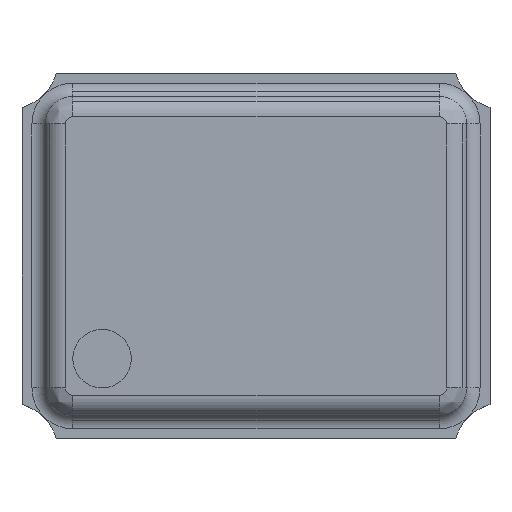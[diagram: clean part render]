
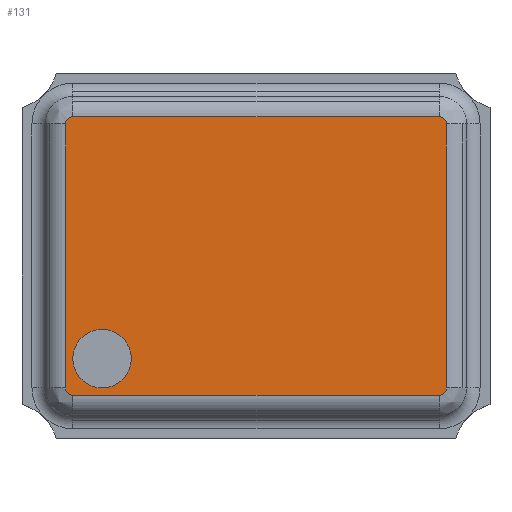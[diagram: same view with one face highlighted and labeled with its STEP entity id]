
A CAD part, top view. The second image highlights one B-rep face of the part: STEP entity #131.
In plain terms, the highlighted face is planar.
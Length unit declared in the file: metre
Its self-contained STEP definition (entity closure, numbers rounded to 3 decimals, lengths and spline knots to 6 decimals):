
#131=ADVANCED_FACE('1:11202',(#298,#299),#300,.T.);
#298=FACE_BOUND('',#516,.T.);
#299=FACE_OUTER_BOUND('',#517,.T.);
#300=PLANE('',#518);
#516=EDGE_LOOP('',(#838,#839));
#517=EDGE_LOOP('',(#840,#841,#842,#843,#844,#845,#846,#847));
#518=AXIS2_PLACEMENT_3D('',#848,#849,#850);
#838=ORIENTED_EDGE('',*,*,#1379,.T.);
#839=ORIENTED_EDGE('',*,*,#1380,.T.);
#840=ORIENTED_EDGE('',*,*,#1381,.F.);
#841=ORIENTED_EDGE('',*,*,#1382,.F.);
#842=ORIENTED_EDGE('',*,*,#1383,.F.);
#843=ORIENTED_EDGE('',*,*,#1384,.F.);
#844=ORIENTED_EDGE('',*,*,#1385,.F.);
#845=ORIENTED_EDGE('',*,*,#1386,.F.);
#846=ORIENTED_EDGE('',*,*,#1387,.F.);
#847=ORIENTED_EDGE('',*,*,#1388,.F.);
#848=CARTESIAN_POINT('',(0.0016,0.0006,0.00125));
#849=DIRECTION('',(-0.0,1.0,0.0));
#850=DIRECTION('',(1.0,0.0,0.0));
#1379=EDGE_CURVE('2:9664',#1802,#1803,#1804,.T.);
#1380=EDGE_CURVE('2:9664',#1803,#1802,#1805,.T.);
#1381=EDGE_CURVE('1:11460',#1806,#1807,#1808,.T.);
#1382=EDGE_CURVE('1:11469',#1809,#1806,#1810,.T.);
#1383=EDGE_CURVE('1:11472',#1811,#1809,#1812,.T.);
#1384=EDGE_CURVE('1:11421',#1813,#1811,#1814,.T.);
#1385=EDGE_CURVE('1:11430',#1815,#1813,#1816,.T.);
#1386=EDGE_CURVE('1:11436',#1817,#1815,#1818,.T.);
#1387=EDGE_CURVE('1:11442',#1819,#1817,#1820,.T.);
#1388=EDGE_CURVE('1:11475',#1807,#1819,#1821,.T.);
#1802=VERTEX_POINT('',#2206);
#1803=VERTEX_POINT('',#2207);
#1804=CIRCLE('',#2208,0.0002);
#1805=CIRCLE('',#2209,0.0002);
#1806=VERTEX_POINT('',#2210);
#1807=VERTEX_POINT('',#2211);
#1808=LINE('',#2212,#2213);
#1809=VERTEX_POINT('',#2214);
#1810=CIRCLE('',#2215,0.00005);
#1811=VERTEX_POINT('',#2216);
#1812=LINE('',#2217,#2218);
#1813=VERTEX_POINT('',#2219);
#1814=CIRCLE('',#2220,0.00005);
#1815=VERTEX_POINT('',#2221);
#1816=LINE('',#2222,#2223);
#1817=VERTEX_POINT('',#2224);
#1818=CIRCLE('',#2225,0.00005);
#1819=VERTEX_POINT('',#2226);
#1820=LINE('',#2227,#2228);
#1821=CIRCLE('',#2229,0.00005);
#2206=CARTESIAN_POINT('',(0.000347,0.0006,0.001953));
#2207=CARTESIAN_POINT('',(0.000747,0.0006,0.001953));
#2208=AXIS2_PLACEMENT_3D('',#2691,#2692,#2693);
#2209=AXIS2_PLACEMENT_3D('',#2694,#2695,#2696);
#2210=CARTESIAN_POINT('',(0.002853,0.0006,0.002203));
#2211=CARTESIAN_POINT('',(0.000347,0.0006,0.002203));
#2212=CARTESIAN_POINT('',(0.000974,0.0006,0.002203));
#2213=VECTOR('',#2697,0.01);
#2214=CARTESIAN_POINT('',(0.002903,0.0006,0.002153));
#2215=AXIS2_PLACEMENT_3D('',#2698,#2699,#2700);
#2216=CARTESIAN_POINT('',(0.002903,0.0006,0.000347));
#2217=CARTESIAN_POINT('',(0.002903,0.0006,0.001701));
#2218=VECTOR('',#2701,0.01);
#2219=CARTESIAN_POINT('',(0.002853,0.0006,0.000297));
#2220=AXIS2_PLACEMENT_3D('',#2702,#2703,#2704);
#2221=CARTESIAN_POINT('',(0.000347,0.0006,0.000297));
#2222=CARTESIAN_POINT('',(0.002226,0.0006,0.000297));
#2223=VECTOR('',#2705,0.01);
#2224=CARTESIAN_POINT('',(0.000297,0.0006,0.000347));
#2225=AXIS2_PLACEMENT_3D('',#2706,#2707,#2708);
#2226=CARTESIAN_POINT('',(0.000297,0.0006,0.002153));
#2227=CARTESIAN_POINT('',(0.000297,0.0006,0.000799));
#2228=VECTOR('',#2709,0.01);
#2229=AXIS2_PLACEMENT_3D('',#2710,#2711,#2712);
#2691=CARTESIAN_POINT('',(0.000547,0.0006,0.001953));
#2692=DIRECTION('',(0.0,-1.0,-0.0));
#2693=DIRECTION('',(1.0,0.0,0.0));
#2694=CARTESIAN_POINT('',(0.000547,0.0006,0.001953));
#2695=DIRECTION('',(0.0,-1.0,-0.0));
#2696=DIRECTION('',(1.0,0.0,0.0));
#2697=DIRECTION('',(-1.0,0.0,0.0));
#2698=CARTESIAN_POINT('',(0.002853,0.0006,0.002153));
#2699=DIRECTION('',(0.0,-1.0,0.0));
#2700=DIRECTION('',(0.707,0.0,0.707));
#2701=DIRECTION('',(0.,0.0,1.0));
#2702=CARTESIAN_POINT('',(0.002853,0.0006,0.000347));
#2703=DIRECTION('',(0.0,-1.0,0.0));
#2704=DIRECTION('',(0.707,0.0,-0.707));
#2705=DIRECTION('',(1.0,0.0,0.));
#2706=CARTESIAN_POINT('',(0.000347,0.0006,0.000347));
#2707=DIRECTION('',(0.0,-1.0,-0.0));
#2708=DIRECTION('',(-0.707,0.0,-0.707));
#2709=DIRECTION('',(0.,0.0,-1.0));
#2710=CARTESIAN_POINT('',(0.000347,0.0006,0.002153));
#2711=DIRECTION('',(0.0,-1.0,0.0));
#2712=DIRECTION('',(-0.707,0.0,0.707));
